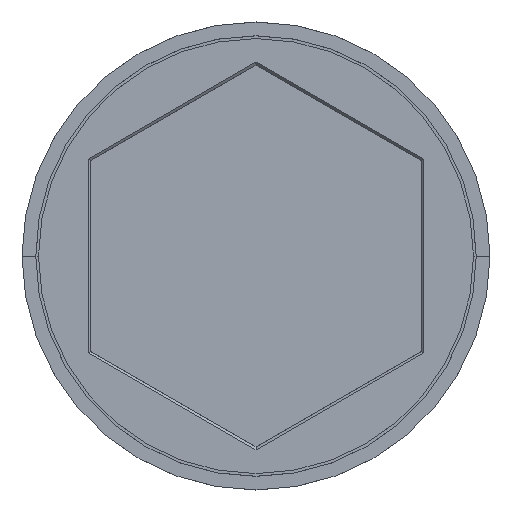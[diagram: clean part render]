
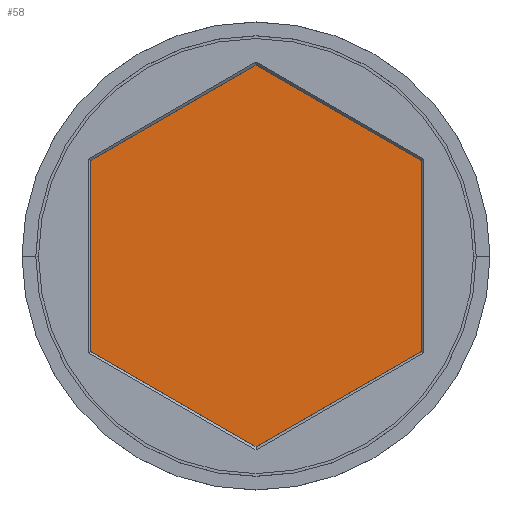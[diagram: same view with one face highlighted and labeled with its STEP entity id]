
A CAD part, top view. The second image highlights one B-rep face of the part: STEP entity #58.
In plain terms, the highlighted planar face has unit normal (0, 0, 1).
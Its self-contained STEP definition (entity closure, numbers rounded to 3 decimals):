
#58 = ADVANCED_FACE ( 'NONE', ( #441 ), #705, .T. ) ;
#68 = DIRECTION ( 'NONE',  ( 0., -1., 0. ) ) ;
#76 = LINE ( 'NONE', #1055, #622 ) ;
#119 = VECTOR ( 'NONE', #434, 1000. ) ;
#136 = EDGE_CURVE ( 'NONE', #1560, #1445, #76, .T. ) ;
#142 = VECTOR ( 'NONE', #921, 1000. ) ;
#194 = VERTEX_POINT ( 'NONE', #339 ) ;
#208 = ORIENTED_EDGE ( 'NONE', *, *, #1288, .T. ) ;
#211 = DIRECTION ( 'NONE',  ( 1., 0., 0. ) ) ;
#256 = VERTEX_POINT ( 'NONE', #1194 ) ;
#285 = CARTESIAN_POINT ( 'NONE',  ( -6., 3.464, -2. ) ) ;
#298 = LINE ( 'NONE', #303, #119 ) ;
#303 = CARTESIAN_POINT ( 'NONE',  ( 6., 0., -2. ) ) ;
#339 = CARTESIAN_POINT ( 'NONE',  ( 6., 3.464, -2. ) ) ;
#366 = CARTESIAN_POINT ( 'NONE',  ( 0., -6.928, -2. ) ) ;
#378 = ORIENTED_EDGE ( 'NONE', *, *, #443, .T. ) ;
#406 = CARTESIAN_POINT ( 'NONE',  ( -6., 0., -2. ) ) ;
#424 = DIRECTION ( 'NONE',  ( 0., 0., 1. ) ) ;
#428 = CARTESIAN_POINT ( 'NONE',  ( 0., 6.928, -2. ) ) ;
#433 = EDGE_CURVE ( 'NONE', #1445, #582, #555, .T. ) ;
#434 = DIRECTION ( 'NONE',  ( 0., 1., 0. ) ) ;
#441 = FACE_OUTER_BOUND ( 'NONE', #1000, .T. ) ;
#442 = VECTOR ( 'NONE', #1169, 1000. ) ;
#443 = EDGE_CURVE ( 'NONE', #194, #1560, #1418, .T. ) ;
#445 = LINE ( 'NONE', #992, #1231 ) ;
#462 = ORIENTED_EDGE ( 'NONE', *, *, #910, .T. ) ;
#555 = LINE ( 'NONE', #406, #1276 ) ;
#582 = VERTEX_POINT ( 'NONE', #1458 ) ;
#622 = VECTOR ( 'NONE', #1553, 1000. ) ;
#705 = PLANE ( 'NONE',  #1380 ) ;
#910 = EDGE_CURVE ( 'NONE', #582, #1240, #1060, .T. ) ;
#915 = CARTESIAN_POINT ( 'NONE',  ( 3., 5.196, -2. ) ) ;
#921 = DIRECTION ( 'NONE',  ( 0.866, -0.5, 0. ) ) ;
#992 = CARTESIAN_POINT ( 'NONE',  ( 3., -5.196, -2. ) ) ;
#1000 = EDGE_LOOP ( 'NONE', ( #378, #1427, #1526, #462, #208, #1137 ) ) ;
#1055 = CARTESIAN_POINT ( 'NONE',  ( -3., 5.196, -2. ) ) ;
#1060 = LINE ( 'NONE', #1559, #142 ) ;
#1088 = EDGE_CURVE ( 'NONE', #256, #194, #298, .T. ) ;
#1104 = DIRECTION ( 'NONE',  ( 0.866, 0.5, 0. ) ) ;
#1137 = ORIENTED_EDGE ( 'NONE', *, *, #1088, .T. ) ;
#1169 = DIRECTION ( 'NONE',  ( -0.866, 0.5, 0. ) ) ;
#1194 = CARTESIAN_POINT ( 'NONE',  ( 6., -3.464, -2. ) ) ;
#1231 = VECTOR ( 'NONE', #1104, 1000. ) ;
#1240 = VERTEX_POINT ( 'NONE', #366 ) ;
#1276 = VECTOR ( 'NONE', #68, 1000. ) ;
#1288 = EDGE_CURVE ( 'NONE', #1240, #256, #445, .T. ) ;
#1380 = AXIS2_PLACEMENT_3D ( 'NONE', #1561, #424, #211 ) ;
#1418 = LINE ( 'NONE', #915, #442 ) ;
#1427 = ORIENTED_EDGE ( 'NONE', *, *, #136, .T. ) ;
#1445 = VERTEX_POINT ( 'NONE', #285 ) ;
#1458 = CARTESIAN_POINT ( 'NONE',  ( -6., -3.464, -2. ) ) ;
#1526 = ORIENTED_EDGE ( 'NONE', *, *, #433, .T. ) ;
#1553 = DIRECTION ( 'NONE',  ( -0.866, -0.5, 0. ) ) ;
#1559 = CARTESIAN_POINT ( 'NONE',  ( -3., -5.196, -2. ) ) ;
#1560 = VERTEX_POINT ( 'NONE', #428 ) ;
#1561 = CARTESIAN_POINT ( 'NONE',  ( 0., 0., -2. ) ) ;
